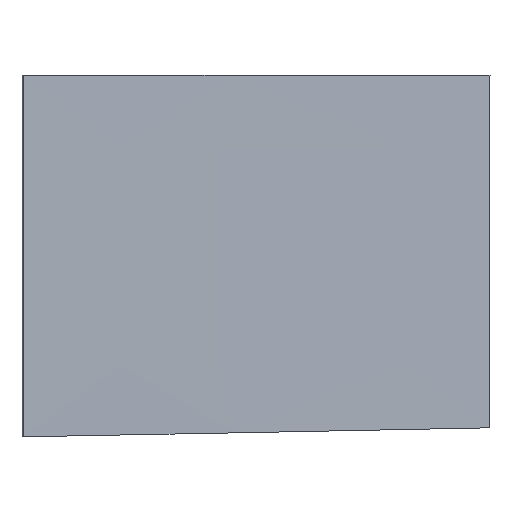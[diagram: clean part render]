
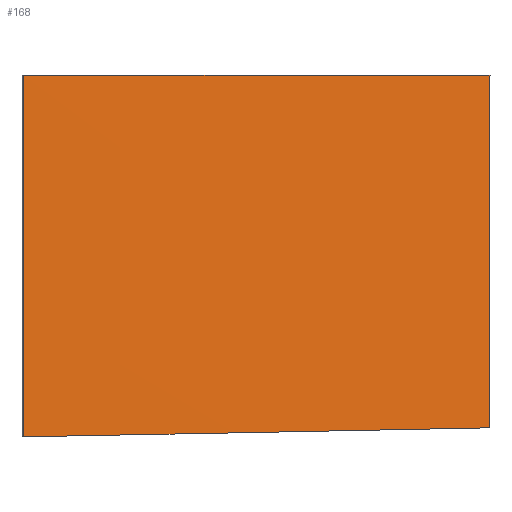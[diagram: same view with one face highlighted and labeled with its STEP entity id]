
A CAD part, front view. The second image highlights one B-rep face of the part: STEP entity #168.
In plain terms, the highlighted face is a extrusion surface.
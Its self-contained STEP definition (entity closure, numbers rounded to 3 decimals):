
#40=CARTESIAN_POINT('Vertex',(530.93,-1.121,4.858)) ;
#46=CARTESIAN_POINT('Control Point',(423.635,-24.526,2.79)) ;
#47=CARTESIAN_POINT('Control Point',(445.143,-20.169,3.175)) ;
#48=CARTESIAN_POINT('Control Point',(466.608,-15.601,3.579)) ;
#49=CARTESIAN_POINT('Control Point',(488.135,-10.853,3.998)) ;
#50=CARTESIAN_POINT('Control Point',(509.538,-6.011,4.426)) ;
#51=CARTESIAN_POINT('Control Point',(530.93,-1.121,4.858)) ;
#52=CARTESIAN_POINT('Vertex',(423.635,-24.526,2.79)) ;
#96=CARTESIAN_POINT('Vertex',(530.93,-1.121,86.)) ;
#123=CARTESIAN_POINT('Vertex',(423.635,-24.526,86.)) ;
#127=CARTESIAN_POINT('Control Point',(530.93,-1.121,86.)) ;
#128=CARTESIAN_POINT('Control Point',(510.868,-5.707,86.)) ;
#129=CARTESIAN_POINT('Control Point',(489.781,-10.483,86.)) ;
#130=CARTESIAN_POINT('Control Point',(468.033,-15.296,86.)) ;
#131=CARTESIAN_POINT('Control Point',(445.909,-20.014,86.)) ;
#132=CARTESIAN_POINT('Control Point',(423.635,-24.526,86.)) ;
#143=CARTESIAN_POINT('Control Point',(530.93,-1.121,0.)) ;
#144=CARTESIAN_POINT('Control Point',(510.868,-5.707,0.)) ;
#145=CARTESIAN_POINT('Control Point',(489.781,-10.483,0.)) ;
#146=CARTESIAN_POINT('Control Point',(468.033,-15.296,0.)) ;
#147=CARTESIAN_POINT('Control Point',(445.909,-20.014,0.)) ;
#148=CARTESIAN_POINT('Control Point',(423.635,-24.526,0.)) ;
#152=CARTESIAN_POINT('Line Origine',(530.93,-1.121,43.)) ;
#157=CARTESIAN_POINT('Line Origine',(423.635,-24.526,43.)) ;
#150=VECTOR('Extrusion Surface Vector',#149,1.) ;
#154=VECTOR('Line Direction',#153,1.) ;
#159=VECTOR('Line Direction',#158,1.) ;
#149=DIRECTION('Vector Direction',(0.,0.,1.)) ;
#153=DIRECTION('Vector Direction',(0.,0.,1.)) ;
#158=DIRECTION('Vector Direction',(0.,0.,1.)) ;
#155=LINE('Line',#152,#154) ;
#160=LINE('Line',#157,#159) ;
#54=EDGE_CURVE('',#53,#41,#45,.T.) ;
#133=EDGE_CURVE('',#97,#124,#126,.T.) ;
#156=EDGE_CURVE('',#41,#97,#155,.T.) ;
#161=EDGE_CURVE('',#53,#124,#160,.T.) ;
#163=ORIENTED_EDGE('',*,*,#54,.T.) ;
#164=ORIENTED_EDGE('',*,*,#156,.T.) ;
#165=ORIENTED_EDGE('',*,*,#133,.T.) ;
#166=ORIENTED_EDGE('',*,*,#161,.F.) ;
#162=EDGE_LOOP('',(#163,#164,#165,#166)) ;
#41=VERTEX_POINT('',#40) ;
#53=VERTEX_POINT('',#52) ;
#97=VERTEX_POINT('',#96) ;
#124=VERTEX_POINT('',#123) ;
#168=ADVANCED_FACE('PartBody',(#167),#151,.F.) ;
#45=B_SPLINE_CURVE_WITH_KNOTS('',5,(#46,#47,#48,#49,#50,#51),.UNSPECIFIED.,.F.,.U.,(6,6),(0.,109.761),.UNSPECIFIED.) ;
#126=B_SPLINE_CURVE_WITH_KNOTS('',5,(#127,#128,#129,#130,#131,#132),.UNSPECIFIED.,.F.,.U.,(6,6),(0.,109.823),.UNSPECIFIED.) ;
#142=B_SPLINE_CURVE_WITH_KNOTS('',5,(#143,#144,#145,#146,#147,#148),.UNSPECIFIED.,.F.,.U.,(6,6),(0.,109.823),.UNSPECIFIED.) ;
#167=FACE_OUTER_BOUND('',#162,.T.) ;
#151=SURFACE_OF_LINEAR_EXTRUSION('generated tabulated cylinder',#142,#150) ;
